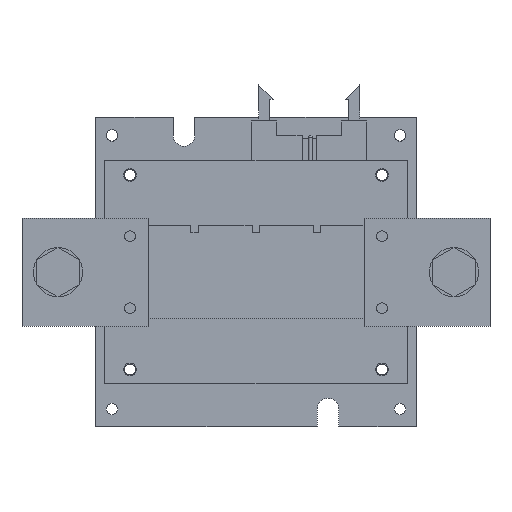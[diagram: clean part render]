
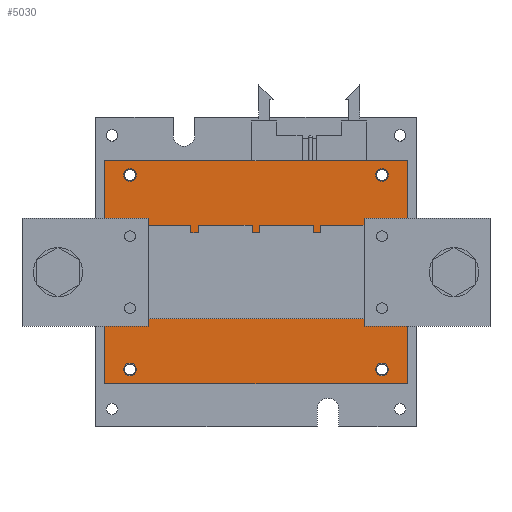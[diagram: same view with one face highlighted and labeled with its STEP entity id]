
A CAD part, left-side view. The second image highlights one B-rep face of the part: STEP entity #5030.
In plain terms, the highlighted planar face has unit normal (-1, 0, 0).
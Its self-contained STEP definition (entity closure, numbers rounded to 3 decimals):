
#118=FACE_BOUND('',#721,.T.);
#119=FACE_BOUND('',#722,.T.);
#120=FACE_BOUND('',#723,.T.);
#121=FACE_BOUND('',#724,.T.);
#122=FACE_BOUND('',#725,.T.);
#123=FACE_BOUND('',#726,.T.);
#124=FACE_BOUND('',#727,.T.);
#125=FACE_BOUND('',#728,.T.);
#212=PLANE('',#5419);
#418=FACE_OUTER_BOUND('',#720,.T.);
#720=EDGE_LOOP('',(#3634,#3635,#3636,#3637));
#721=EDGE_LOOP('',(#3638,#3639));
#722=EDGE_LOOP('',(#3640,#3641));
#723=EDGE_LOOP('',(#3642,#3643));
#724=EDGE_LOOP('',(#3644,#3645));
#725=EDGE_LOOP('',(#3646,#3647));
#726=EDGE_LOOP('',(#3648,#3649));
#727=EDGE_LOOP('',(#3650,#3651));
#728=EDGE_LOOP('',(#3652,#3653));
#1092=LINE('',#7697,#1522);
#1096=LINE('',#7705,#1526);
#1099=LINE('',#7711,#1529);
#1102=LINE('',#7716,#1532);
#1522=VECTOR('',#6115,1.);
#1526=VECTOR('',#6121,1.);
#1529=VECTOR('',#6126,1.);
#1532=VECTOR('',#6131,1.);
#1958=CIRCLE('',#5378,1.75);
#1959=CIRCLE('',#5379,1.75);
#1962=CIRCLE('',#5383,1.75);
#1963=CIRCLE('',#5384,1.75);
#1966=CIRCLE('',#5388,1.75);
#1967=CIRCLE('',#5389,1.75);
#1970=CIRCLE('',#5393,1.75);
#1971=CIRCLE('',#5394,1.75);
#1974=CIRCLE('',#5398,1.75);
#1975=CIRCLE('',#5399,1.75);
#1978=CIRCLE('',#5403,1.75);
#1979=CIRCLE('',#5404,1.75);
#1982=CIRCLE('',#5408,1.75);
#1983=CIRCLE('',#5409,1.75);
#1986=CIRCLE('',#5413,1.75);
#1987=CIRCLE('',#5414,1.75);
#2262=VERTEX_POINT('',#7619);
#2263=VERTEX_POINT('',#7621);
#2266=VERTEX_POINT('',#7629);
#2267=VERTEX_POINT('',#7631);
#2270=VERTEX_POINT('',#7639);
#2271=VERTEX_POINT('',#7641);
#2274=VERTEX_POINT('',#7649);
#2275=VERTEX_POINT('',#7651);
#2278=VERTEX_POINT('',#7659);
#2279=VERTEX_POINT('',#7661);
#2282=VERTEX_POINT('',#7669);
#2283=VERTEX_POINT('',#7671);
#2286=VERTEX_POINT('',#7679);
#2287=VERTEX_POINT('',#7681);
#2290=VERTEX_POINT('',#7689);
#2291=VERTEX_POINT('',#7691);
#2292=VERTEX_POINT('',#7695);
#2293=VERTEX_POINT('',#7696);
#2296=VERTEX_POINT('',#7704);
#2298=VERTEX_POINT('',#7710);
#2795=EDGE_CURVE('',#2263,#2262,#1958,.T.);
#2796=EDGE_CURVE('',#2262,#2263,#1959,.T.);
#2800=EDGE_CURVE('',#2267,#2266,#1962,.T.);
#2801=EDGE_CURVE('',#2266,#2267,#1963,.T.);
#2805=EDGE_CURVE('',#2271,#2270,#1966,.T.);
#2806=EDGE_CURVE('',#2270,#2271,#1967,.T.);
#2810=EDGE_CURVE('',#2275,#2274,#1970,.T.);
#2811=EDGE_CURVE('',#2274,#2275,#1971,.T.);
#2815=EDGE_CURVE('',#2279,#2278,#1974,.T.);
#2816=EDGE_CURVE('',#2278,#2279,#1975,.T.);
#2820=EDGE_CURVE('',#2283,#2282,#1978,.T.);
#2821=EDGE_CURVE('',#2282,#2283,#1979,.T.);
#2825=EDGE_CURVE('',#2287,#2286,#1982,.T.);
#2826=EDGE_CURVE('',#2286,#2287,#1983,.T.);
#2830=EDGE_CURVE('',#2291,#2290,#1986,.T.);
#2831=EDGE_CURVE('',#2290,#2291,#1987,.T.);
#2832=EDGE_CURVE('',#2292,#2293,#1092,.T.);
#2836=EDGE_CURVE('',#2293,#2296,#1096,.T.);
#2839=EDGE_CURVE('',#2296,#2298,#1099,.T.);
#2842=EDGE_CURVE('',#2298,#2292,#1102,.T.);
#3634=ORIENTED_EDGE('',*,*,#2832,.F.);
#3635=ORIENTED_EDGE('',*,*,#2842,.F.);
#3636=ORIENTED_EDGE('',*,*,#2839,.F.);
#3637=ORIENTED_EDGE('',*,*,#2836,.F.);
#3638=ORIENTED_EDGE('',*,*,#2795,.T.);
#3639=ORIENTED_EDGE('',*,*,#2796,.T.);
#3640=ORIENTED_EDGE('',*,*,#2800,.T.);
#3641=ORIENTED_EDGE('',*,*,#2801,.T.);
#3642=ORIENTED_EDGE('',*,*,#2805,.T.);
#3643=ORIENTED_EDGE('',*,*,#2806,.T.);
#3644=ORIENTED_EDGE('',*,*,#2810,.T.);
#3645=ORIENTED_EDGE('',*,*,#2811,.T.);
#3646=ORIENTED_EDGE('',*,*,#2815,.T.);
#3647=ORIENTED_EDGE('',*,*,#2816,.T.);
#3648=ORIENTED_EDGE('',*,*,#2820,.T.);
#3649=ORIENTED_EDGE('',*,*,#2821,.T.);
#3650=ORIENTED_EDGE('',*,*,#2825,.T.);
#3651=ORIENTED_EDGE('',*,*,#2826,.T.);
#3652=ORIENTED_EDGE('',*,*,#2830,.T.);
#3653=ORIENTED_EDGE('',*,*,#2831,.T.);
#5030=ADVANCED_FACE('',(#418,#118,#119,#120,#121,#122,#123,#124,#125),#212,
 .F.);
#5378=AXIS2_PLACEMENT_3D('',#7622,#6032,#6033);
#5379=AXIS2_PLACEMENT_3D('',#7623,#6034,#6035);
#5383=AXIS2_PLACEMENT_3D('',#7632,#6043,#6044);
#5384=AXIS2_PLACEMENT_3D('',#7633,#6045,#6046);
#5388=AXIS2_PLACEMENT_3D('',#7642,#6054,#6055);
#5389=AXIS2_PLACEMENT_3D('',#7643,#6056,#6057);
#5393=AXIS2_PLACEMENT_3D('',#7652,#6065,#6066);
#5394=AXIS2_PLACEMENT_3D('',#7653,#6067,#6068);
#5398=AXIS2_PLACEMENT_3D('',#7662,#6076,#6077);
#5399=AXIS2_PLACEMENT_3D('',#7663,#6078,#6079);
#5403=AXIS2_PLACEMENT_3D('',#7672,#6087,#6088);
#5404=AXIS2_PLACEMENT_3D('',#7673,#6089,#6090);
#5408=AXIS2_PLACEMENT_3D('',#7682,#6098,#6099);
#5409=AXIS2_PLACEMENT_3D('',#7683,#6100,#6101);
#5413=AXIS2_PLACEMENT_3D('',#7692,#6109,#6110);
#5414=AXIS2_PLACEMENT_3D('',#7693,#6111,#6112);
#5419=AXIS2_PLACEMENT_3D('',#7718,#6133,#6134);
#6032=DIRECTION('center_axis',(1.,0.,0.));
#6033=DIRECTION('ref_axis',(0.,-1.,0.));
#6034=DIRECTION('center_axis',(1.,0.,0.));
#6035=DIRECTION('ref_axis',(0.,-1.,0.));
#6043=DIRECTION('center_axis',(1.,0.,0.));
#6044=DIRECTION('ref_axis',(0.,-1.,0.));
#6045=DIRECTION('center_axis',(1.,0.,0.));
#6046=DIRECTION('ref_axis',(0.,-1.,0.));
#6054=DIRECTION('center_axis',(1.,0.,0.));
#6055=DIRECTION('ref_axis',(0.,-1.,0.));
#6056=DIRECTION('center_axis',(1.,0.,0.));
#6057=DIRECTION('ref_axis',(0.,-1.,0.));
#6065=DIRECTION('center_axis',(1.,0.,0.));
#6066=DIRECTION('ref_axis',(0.,-1.,0.));
#6067=DIRECTION('center_axis',(1.,0.,0.));
#6068=DIRECTION('ref_axis',(0.,-1.,0.));
#6076=DIRECTION('center_axis',(1.,0.,0.));
#6077=DIRECTION('ref_axis',(0.,-1.,0.));
#6078=DIRECTION('center_axis',(1.,0.,0.));
#6079=DIRECTION('ref_axis',(0.,-1.,0.));
#6087=DIRECTION('center_axis',(1.,0.,0.));
#6088=DIRECTION('ref_axis',(0.,-1.,0.));
#6089=DIRECTION('center_axis',(1.,0.,0.));
#6090=DIRECTION('ref_axis',(0.,-1.,0.));
#6098=DIRECTION('center_axis',(1.,0.,0.));
#6099=DIRECTION('ref_axis',(0.,-1.,0.));
#6100=DIRECTION('center_axis',(1.,0.,0.));
#6101=DIRECTION('ref_axis',(0.,-1.,0.));
#6109=DIRECTION('center_axis',(1.,0.,0.));
#6110=DIRECTION('ref_axis',(0.,-1.,0.));
#6111=DIRECTION('center_axis',(1.,0.,0.));
#6112=DIRECTION('ref_axis',(0.,-1.,0.));
#6115=DIRECTION('',(0.,-1.,0.));
#6121=DIRECTION('',(0.,0.,-1.));
#6126=DIRECTION('',(0.,1.,0.));
#6131=DIRECTION('',(0.,0.,1.));
#6133=DIRECTION('center_axis',(1.,0.,0.));
#6134=DIRECTION('ref_axis',(0.,0.,1.));
#7619=CARTESIAN_POINT('',(11637.767,-28.114,159.139));
#7621=CARTESIAN_POINT('',(11637.767,-31.614,159.139));
#7622=CARTESIAN_POINT('Origin',(11637.767,-29.864,159.139));
#7623=CARTESIAN_POINT('Origin',(11637.767,-29.864,159.139));
#7629=CARTESIAN_POINT('',(11637.767,-28.114,122.139));
#7631=CARTESIAN_POINT('',(11637.767,-31.614,122.139));
#7632=CARTESIAN_POINT('Origin',(11637.767,-29.864,122.139));
#7633=CARTESIAN_POINT('Origin',(11637.767,-29.864,122.139));
#7639=CARTESIAN_POINT('',(11637.767,41.886,159.139));
#7641=CARTESIAN_POINT('',(11637.767,38.386,159.139));
#7642=CARTESIAN_POINT('Origin',(11637.767,40.136,159.139));
#7643=CARTESIAN_POINT('Origin',(11637.767,40.136,159.139));
#7649=CARTESIAN_POINT('',(11637.767,41.886,122.139));
#7651=CARTESIAN_POINT('',(11637.767,38.386,122.139));
#7652=CARTESIAN_POINT('Origin',(11637.767,40.136,122.139));
#7653=CARTESIAN_POINT('Origin',(11637.767,40.136,122.139));
#7659=CARTESIAN_POINT('',(11637.767,41.886,139.139));
#7661=CARTESIAN_POINT('',(11637.767,38.386,139.139));
#7662=CARTESIAN_POINT('Origin',(11637.767,40.136,139.139));
#7663=CARTESIAN_POINT('Origin',(11637.767,40.136,139.139));
#7669=CARTESIAN_POINT('',(11637.767,41.886,176.139));
#7671=CARTESIAN_POINT('',(11637.767,38.386,176.139));
#7672=CARTESIAN_POINT('Origin',(11637.767,40.136,176.139));
#7673=CARTESIAN_POINT('Origin',(11637.767,40.136,176.139));
#7679=CARTESIAN_POINT('',(11637.767,-28.114,139.139));
#7681=CARTESIAN_POINT('',(11637.767,-31.614,139.139));
#7682=CARTESIAN_POINT('Origin',(11637.767,-29.864,139.139));
#7683=CARTESIAN_POINT('Origin',(11637.767,-29.864,139.139));
#7689=CARTESIAN_POINT('',(11637.767,-28.114,176.139));
#7691=CARTESIAN_POINT('',(11637.767,-31.614,176.139));
#7692=CARTESIAN_POINT('Origin',(11637.767,-29.864,176.139));
#7693=CARTESIAN_POINT('Origin',(11637.767,-29.864,176.139));
#7695=CARTESIAN_POINT('',(11637.767,47.136,180.139));
#7696=CARTESIAN_POINT('',(11637.767,-36.864,180.139));
#7697=CARTESIAN_POINT('',(11637.767,-36.864,180.139));
#7704=CARTESIAN_POINT('',(11637.767,-36.864,118.139));
#7705=CARTESIAN_POINT('',(11637.767,-36.864,118.139));
#7710=CARTESIAN_POINT('',(11637.767,47.136,118.139));
#7711=CARTESIAN_POINT('',(11637.767,47.136,118.139));
#7716=CARTESIAN_POINT('',(11637.767,47.136,180.139));
#7718=CARTESIAN_POINT('Origin',(11637.767,5.136,149.139));
